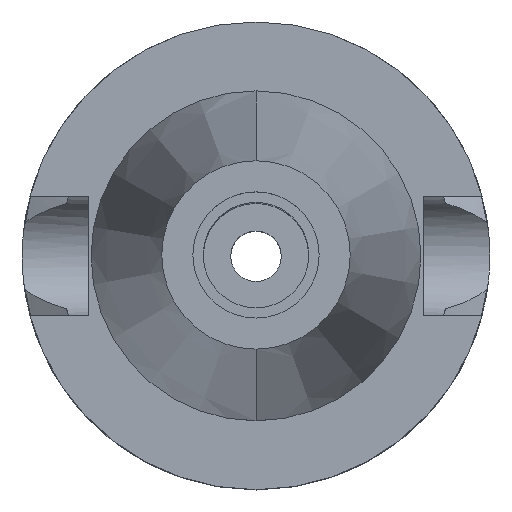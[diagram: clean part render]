
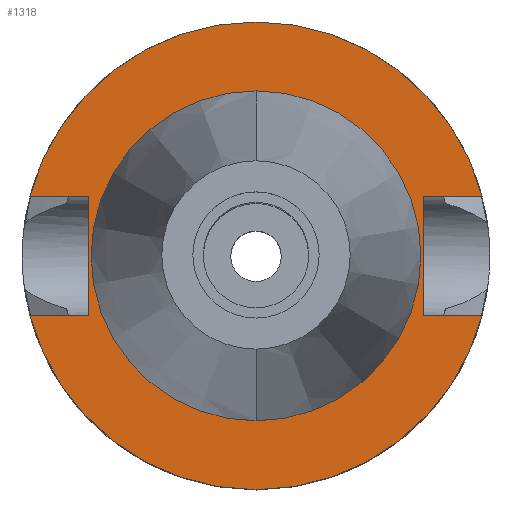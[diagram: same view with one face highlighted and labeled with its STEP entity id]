
A CAD part, top view. The second image highlights one B-rep face of the part: STEP entity #1318.
In plain terms, the highlighted planar face has unit normal (0, 0, 1).
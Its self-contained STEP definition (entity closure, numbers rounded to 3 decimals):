
#94=DIRECTION('',(0.,1.,0.));
#95=VECTOR('',#94,16.1);
#96=CARTESIAN_POINT('',(-22.5,-8.05,-1.));
#97=LINE('',#96,#95);
#101=DIRECTION('',(-1.,0.,0.));
#102=VECTOR('',#101,7.954);
#103=CARTESIAN_POINT('',(-22.5,8.05,-1.));
#104=LINE('',#103,#102);
#108=CARTESIAN_POINT('',(0.,0.,-1.));
#109=DIRECTION('',(0.,0.,-1.));
#110=DIRECTION('',(-0.967,0.256,0.));
#111=AXIS2_PLACEMENT_3D('',#108,#109,#110);
#116=CARTESIAN_POINT('',(0.,0.,-1.));
#117=DIRECTION('',(0.,0.,-1.));
#118=DIRECTION('',(0.,1.,0.));
#119=AXIS2_PLACEMENT_3D('',#116,#117,#118);
#124=DIRECTION('',(0.,-1.,0.));
#125=VECTOR('',#124,16.1);
#126=CARTESIAN_POINT('',(22.5,8.05,-1.));
#127=LINE('',#126,#125);
#131=DIRECTION('',(1.,0.,0.));
#132=VECTOR('',#131,7.954);
#133=CARTESIAN_POINT('',(22.5,-8.05,-1.));
#134=LINE('',#133,#132);
#138=CARTESIAN_POINT('',(0.,0.,-1.));
#139=DIRECTION('',(0.,0.,-1.));
#140=DIRECTION('',(0.967,-0.256,0.));
#141=AXIS2_PLACEMENT_3D('',#138,#139,#140);
#146=CARTESIAN_POINT('',(0.,0.,-1.));
#147=DIRECTION('',(0.,0.,-1.));
#148=DIRECTION('',(0.,-1.,0.));
#149=AXIS2_PLACEMENT_3D('',#146,#147,#148);
#154=CARTESIAN_POINT('',(0.,0.,-1.));
#155=DIRECTION('',(0.,0.,1.));
#156=DIRECTION('',(0.,-1.,0.));
#157=AXIS2_PLACEMENT_3D('',#154,#155,#156);
#162=CARTESIAN_POINT('',(0.,0.,-1.));
#163=DIRECTION('',(0.,0.,1.));
#164=DIRECTION('',(0.,1.,0.));
#165=AXIS2_PLACEMENT_3D('',#162,#163,#164);
#200=DIRECTION('',(-1.,0.,0.));
#201=VECTOR('',#200,7.954);
#202=CARTESIAN_POINT('',(-22.5,-8.05,-1.));
#203=LINE('',#202,#201);
#337=DIRECTION('',(1.,0.,0.));
#338=VECTOR('',#337,7.954);
#339=CARTESIAN_POINT('',(22.5,8.05,-1.));
#340=LINE('',#339,#338);
#1175=CARTESIAN_POINT('',(-22.5,-8.05,-1.));
#1176=VERTEX_POINT('',#1175);
#1177=CARTESIAN_POINT('',(-30.454,-8.05,-1.));
#1178=VERTEX_POINT('',#1177);
#1181=CARTESIAN_POINT('',(-22.5,8.05,-1.));
#1182=VERTEX_POINT('',#1181);
#1183=CARTESIAN_POINT('',(-30.454,8.05,-1.));
#1184=VERTEX_POINT('',#1183);
#1185=CARTESIAN_POINT('',(0.,31.5,-1.));
#1186=CARTESIAN_POINT('',(30.454,8.05,-1.));
#1187=VERTEX_POINT('',#1185);
#1188=VERTEX_POINT('',#1186);
#1189=CARTESIAN_POINT('',(22.5,8.05,-1.));
#1190=VERTEX_POINT('',#1189);
#1191=CARTESIAN_POINT('',(22.5,-8.05,-1.));
#1192=VERTEX_POINT('',#1191);
#1193=CARTESIAN_POINT('',(30.454,-8.05,-1.));
#1194=VERTEX_POINT('',#1193);
#1195=CARTESIAN_POINT('',(0.,-31.5,-1.));
#1196=VERTEX_POINT('',#1195);
#1197=CARTESIAN_POINT('',(0.,-22.225,-1.));
#1198=CARTESIAN_POINT('',(0.,22.225,-1.));
#1199=VERTEX_POINT('',#1197);
#1200=VERTEX_POINT('',#1198);
#1287=CARTESIAN_POINT('',(0.,0.,-1.));
#1288=DIRECTION('',(0.,0.,-1.));
#1289=DIRECTION('',(0.,-1.,0.));
#1290=AXIS2_PLACEMENT_3D('',#1287,#1288,#1289);
#1291=PLANE('',#1290);
#1293=ORIENTED_EDGE('',*,*,#1292,.T.);
#1295=ORIENTED_EDGE('',*,*,#1294,.T.);
#1297=ORIENTED_EDGE('',*,*,#1296,.T.);
#1299=ORIENTED_EDGE('',*,*,#1298,.T.);
#1301=ORIENTED_EDGE('',*,*,#1300,.F.);
#1303=ORIENTED_EDGE('',*,*,#1302,.T.);
#1305=ORIENTED_EDGE('',*,*,#1304,.T.);
#1307=ORIENTED_EDGE('',*,*,#1306,.T.);
#1309=ORIENTED_EDGE('',*,*,#1308,.T.);
#1311=ORIENTED_EDGE('',*,*,#1310,.F.);
#1312=EDGE_LOOP('',(#1293,#1295,#1297,#1299,#1301,#1303,#1305,#1307,#1309,
#1311));
#1313=FACE_OUTER_BOUND('',#1312,.F.);
#1314=ORIENTED_EDGE('',*,*,#1266,.T.);
#1315=ORIENTED_EDGE('',*,*,#1282,.T.);
#1316=EDGE_LOOP('',(#1314,#1315));
#1317=FACE_BOUND('',#1316,.F.);
#112=CIRCLE('',#111,31.5);
#120=CIRCLE('',#119,31.5);
#142=CIRCLE('',#141,31.5);
#150=CIRCLE('',#149,31.5);
#158=CIRCLE('',#157,22.225);
#166=CIRCLE('',#165,22.225);
#1266=EDGE_CURVE('',#1199,#1200,#158,.T.);
#1282=EDGE_CURVE('',#1200,#1199,#166,.T.);
#1292=EDGE_CURVE('',#1176,#1182,#97,.T.);
#1294=EDGE_CURVE('',#1182,#1184,#104,.T.);
#1296=EDGE_CURVE('',#1184,#1187,#112,.T.);
#1298=EDGE_CURVE('',#1187,#1188,#120,.T.);
#1300=EDGE_CURVE('',#1190,#1188,#340,.T.);
#1302=EDGE_CURVE('',#1190,#1192,#127,.T.);
#1304=EDGE_CURVE('',#1192,#1194,#134,.T.);
#1306=EDGE_CURVE('',#1194,#1196,#142,.T.);
#1308=EDGE_CURVE('',#1196,#1178,#150,.T.);
#1310=EDGE_CURVE('',#1176,#1178,#203,.T.);
#1318=ADVANCED_FACE('',(#1313,#1317),#1291,.F.);
